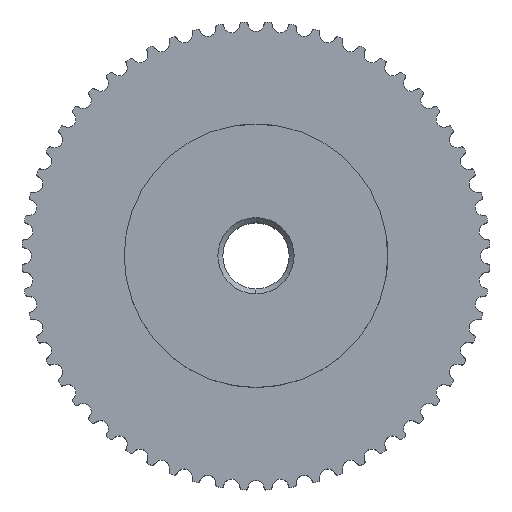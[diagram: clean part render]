
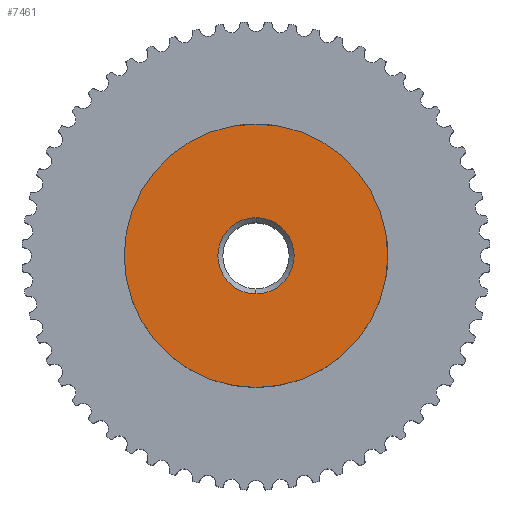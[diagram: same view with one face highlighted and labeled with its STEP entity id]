
A CAD part, top view. The second image highlights one B-rep face of the part: STEP entity #7461.
In plain terms, the highlighted planar face has unit normal (0, 0, 1).
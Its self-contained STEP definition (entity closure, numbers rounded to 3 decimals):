
#14=CARTESIAN_POINT('',(0.,0.,9.5));
#15=DIRECTION('',(0.,0.,1.));
#16=DIRECTION('',(0.,1.,0.));
#17=AXIS2_PLACEMENT_3D('',#14,#15,#16);
#19=CARTESIAN_POINT('',(0.,0.,9.5));
#20=DIRECTION('',(0.,0.,-1.));
#21=DIRECTION('',(0.,1.,0.));
#22=AXIS2_PLACEMENT_3D('',#19,#20,#21);
#33=CARTESIAN_POINT('',(0.,0.,9.5));
#34=DIRECTION('',(0.,0.,-1.));
#35=DIRECTION('',(0.,1.,0.));
#36=AXIS2_PLACEMENT_3D('',#33,#34,#35);
#3530=CARTESIAN_POINT('',(0.,0.,9.5));
#3531=DIRECTION('',(0.,0.,1.));
#3532=DIRECTION('',(0.,1.,0.));
#3533=AXIS2_PLACEMENT_3D('',#3530,#3531,#3532);
#5868=CARTESIAN_POINT('',(0.,15.9,9.5));
#5869=CARTESIAN_POINT('',(0.,-15.9,9.5));
#5870=VERTEX_POINT('',#5868);
#5871=VERTEX_POINT('',#5869);
#6036=CARTESIAN_POINT('',(0.,4.6,9.5));
#6037=CARTESIAN_POINT('',(0.,-4.6,9.5));
#6038=VERTEX_POINT('',#6036);
#6039=VERTEX_POINT('',#6037);
#7444=CARTESIAN_POINT('',(0.,0.,9.5));
#7445=DIRECTION('',(0.,0.,-1.));
#7446=DIRECTION('',(0.,-1.,0.));
#7447=AXIS2_PLACEMENT_3D('',#7444,#7445,#7446);
#7448=PLANE('',#7447);
#7450=ORIENTED_EDGE('',*,*,#7449,.F.);
#7452=ORIENTED_EDGE('',*,*,#7451,.T.);
#7453=EDGE_LOOP('',(#7450,#7452));
#7454=FACE_OUTER_BOUND('',#7453,.F.);
#7456=ORIENTED_EDGE('',*,*,#7455,.F.);
#7458=ORIENTED_EDGE('',*,*,#7457,.T.);
#7459=EDGE_LOOP('',(#7456,#7458));
#7460=FACE_BOUND('',#7459,.F.);
#18=CIRCLE('',#17,15.9);
#23=CIRCLE('',#22,15.9);
#37=CIRCLE('',#36,4.6);
#3534=CIRCLE('',#3533,4.6);
#7449=EDGE_CURVE('',#5870,#5871,#18,.T.);
#7451=EDGE_CURVE('',#5870,#5871,#23,.T.);
#7455=EDGE_CURVE('',#6038,#6039,#37,.T.);
#7457=EDGE_CURVE('',#6038,#6039,#3534,.T.);
#7461=ADVANCED_FACE('',(#7454,#7460),#7448,.F.);
